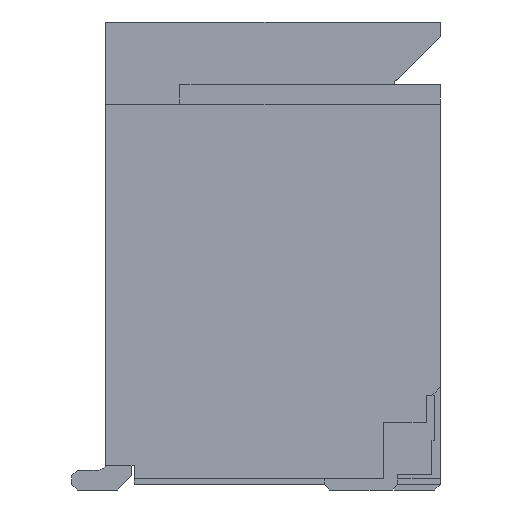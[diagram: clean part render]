
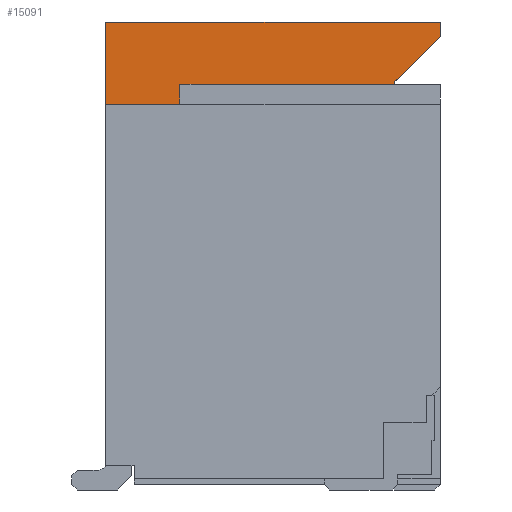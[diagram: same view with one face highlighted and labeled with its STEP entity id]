
A CAD part, left-side view. The second image highlights one B-rep face of the part: STEP entity #15091.
In plain terms, the highlighted planar face has unit normal (-1, 0, 0).
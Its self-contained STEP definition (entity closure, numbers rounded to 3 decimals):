
#5312 = PLANE('',#5313);
#5313 = AXIS2_PLACEMENT_3D('',#5314,#5315,#5316);
#5314 = CARTESIAN_POINT('',(0.,6.79,0.));
#5315 = DIRECTION('',(0.,-1.,0.));
#5316 = DIRECTION('',(0.,0.,-1.));
#8681 = PLANE('',#8682);
#8682 = AXIS2_PLACEMENT_3D('',#8683,#8684,#8685);
#8683 = CARTESIAN_POINT('',(11.5,6.79,5.325));
#8684 = DIRECTION('',(0.,0.,1.));
#8685 = DIRECTION('',(1.,0.,-0.));
#9571 = PLANE('',#9572);
#9572 = AXIS2_PLACEMENT_3D('',#9573,#9574,#9575);
#9573 = CARTESIAN_POINT('',(2.45,0.89,6.525));
#9574 = DIRECTION('',(0.,0.707,0.707));
#9575 = DIRECTION('',(0.,-0.707,0.707));
#12867 = PLANE('',#12868);
#12868 = AXIS2_PLACEMENT_3D('',#12869,#12870,#12871);
#12869 = CARTESIAN_POINT('',(2.45,1.69,5.725));
#12870 = DIRECTION('',(0.,1.,0.));
#12871 = DIRECTION('',(0.,-0.,1.));
#13245 = VERTEX_POINT('',#13246);
#13246 = CARTESIAN_POINT('',(-2.45,0.89,6.525));
#13260 = PLANE('',#13261);
#13261 = AXIS2_PLACEMENT_3D('',#13262,#13263,#13264);
#13262 = CARTESIAN_POINT('',(2.45,0.89,6.775));
#13263 = DIRECTION('',(0.,1.,0.));
#13264 = DIRECTION('',(0.,0.,1.));
#13272 = EDGE_CURVE('',#13245,#13273,#13275,.T.);
#13273 = VERTEX_POINT('',#13274);
#13274 = CARTESIAN_POINT('',(-2.45,1.69,5.725));
#13275 = SURFACE_CURVE('',#13276,(#13280,#13287),.PCURVE_S1.);
#13276 = LINE('',#13277,#13278);
#13277 = CARTESIAN_POINT('',(-2.45,0.89,6.525));
#13278 = VECTOR('',#13279,1.);
#13279 = DIRECTION('',(0.,0.707,-0.707));
#13280 = PCURVE('',#9571,#13281);
#13281 = DEFINITIONAL_REPRESENTATION('',(#13282),#13286);
#13282 = LINE('',#13283,#13284);
#13283 = CARTESIAN_POINT('',(0.,-4.9));
#13284 = VECTOR('',#13285,1.);
#13285 = DIRECTION('',(-1.,0.));
#13286 = ( GEOMETRIC_REPRESENTATION_CONTEXT(2) 
PARAMETRIC_REPRESENTATION_CONTEXT() REPRESENTATION_CONTEXT('2D SPACE',''
  ) );
#13287 = PCURVE('',#13288,#13293);
#13288 = PLANE('',#13289);
#13289 = AXIS2_PLACEMENT_3D('',#13290,#13291,#13292);
#13290 = CARTESIAN_POINT('',(-2.45,0.,0.));
#13291 = DIRECTION('',(1.,0.,0.));
#13292 = DIRECTION('',(0.,0.,-1.));
#13293 = DEFINITIONAL_REPRESENTATION('',(#13294),#13298);
#13294 = LINE('',#13295,#13296);
#13295 = CARTESIAN_POINT('',(-6.525,0.89));
#13296 = VECTOR('',#13297,1.);
#13297 = DIRECTION('',(0.707,0.707));
#13298 = ( GEOMETRIC_REPRESENTATION_CONTEXT(2) 
PARAMETRIC_REPRESENTATION_CONTEXT() REPRESENTATION_CONTEXT('2D SPACE',''
  ) );
#13441 = VERTEX_POINT('',#13442);
#13442 = CARTESIAN_POINT('',(-2.45,1.69,5.325));
#13463 = EDGE_CURVE('',#13441,#13464,#13466,.T.);
#13464 = VERTEX_POINT('',#13465);
#13465 = CARTESIAN_POINT('',(-2.45,6.79,5.325));
#13466 = SURFACE_CURVE('',#13467,(#13471,#13478),.PCURVE_S1.);
#13467 = LINE('',#13468,#13469);
#13468 = CARTESIAN_POINT('',(-2.45,1.69,5.325));
#13469 = VECTOR('',#13470,1.);
#13470 = DIRECTION('',(0.,1.,0.));
#13471 = PCURVE('',#8681,#13472);
#13472 = DEFINITIONAL_REPRESENTATION('',(#13473),#13477);
#13473 = LINE('',#13474,#13475);
#13474 = CARTESIAN_POINT('',(-13.95,-5.1));
#13475 = VECTOR('',#13476,1.);
#13476 = DIRECTION('',(0.,1.));
#13477 = ( GEOMETRIC_REPRESENTATION_CONTEXT(2) 
PARAMETRIC_REPRESENTATION_CONTEXT() REPRESENTATION_CONTEXT('2D SPACE',''
  ) );
#13478 = PCURVE('',#13288,#13479);
#13479 = DEFINITIONAL_REPRESENTATION('',(#13480),#13484);
#13480 = LINE('',#13481,#13482);
#13481 = CARTESIAN_POINT('',(-5.325,1.69));
#13482 = VECTOR('',#13483,1.);
#13483 = DIRECTION('',(0.,1.));
#13484 = ( GEOMETRIC_REPRESENTATION_CONTEXT(2) 
PARAMETRIC_REPRESENTATION_CONTEXT() REPRESENTATION_CONTEXT('2D SPACE',''
  ) );
#13732 = EDGE_CURVE('',#13464,#13733,#13735,.T.);
#13733 = VERTEX_POINT('',#13734);
#13734 = CARTESIAN_POINT('',(-2.45,6.79,6.775));
#13735 = SURFACE_CURVE('',#13736,(#13740,#13747),.PCURVE_S1.);
#13736 = LINE('',#13737,#13738);
#13737 = CARTESIAN_POINT('',(-2.45,6.79,5.325));
#13738 = VECTOR('',#13739,1.);
#13739 = DIRECTION('',(0.,0.,1.));
#13740 = PCURVE('',#5312,#13741);
#13741 = DEFINITIONAL_REPRESENTATION('',(#13742),#13746);
#13742 = LINE('',#13743,#13744);
#13743 = CARTESIAN_POINT('',(-5.325,-2.45));
#13744 = VECTOR('',#13745,1.);
#13745 = DIRECTION('',(-1.,0.));
#13746 = ( GEOMETRIC_REPRESENTATION_CONTEXT(2) 
PARAMETRIC_REPRESENTATION_CONTEXT() REPRESENTATION_CONTEXT('2D SPACE',''
  ) );
#13747 = PCURVE('',#13288,#13748);
#13748 = DEFINITIONAL_REPRESENTATION('',(#13749),#13753);
#13749 = LINE('',#13750,#13751);
#13750 = CARTESIAN_POINT('',(-5.325,6.79));
#13751 = VECTOR('',#13752,1.);
#13752 = DIRECTION('',(-1.,0.));
#13753 = ( GEOMETRIC_REPRESENTATION_CONTEXT(2) 
PARAMETRIC_REPRESENTATION_CONTEXT() REPRESENTATION_CONTEXT('2D SPACE',''
  ) );
#13771 = PLANE('',#13772);
#13772 = AXIS2_PLACEMENT_3D('',#13773,#13774,#13775);
#13773 = CARTESIAN_POINT('',(2.45,6.79,6.775));
#13774 = DIRECTION('',(0.,0.,-1.));
#13775 = DIRECTION('',(-1.,0.,0.));
#14805 = EDGE_CURVE('',#14806,#13245,#14808,.T.);
#14806 = VERTEX_POINT('',#14807);
#14807 = CARTESIAN_POINT('',(-2.45,0.89,6.775));
#14808 = SURFACE_CURVE('',#14809,(#14813,#14820),.PCURVE_S1.);
#14809 = LINE('',#14810,#14811);
#14810 = CARTESIAN_POINT('',(-2.45,0.89,6.775));
#14811 = VECTOR('',#14812,1.);
#14812 = DIRECTION('',(0.,0.,-1.));
#14813 = PCURVE('',#13260,#14814);
#14814 = DEFINITIONAL_REPRESENTATION('',(#14815),#14819);
#14815 = LINE('',#14816,#14817);
#14816 = CARTESIAN_POINT('',(0.,-4.9));
#14817 = VECTOR('',#14818,1.);
#14818 = DIRECTION('',(-1.,0.));
#14819 = ( GEOMETRIC_REPRESENTATION_CONTEXT(2) 
PARAMETRIC_REPRESENTATION_CONTEXT() REPRESENTATION_CONTEXT('2D SPACE',''
  ) );
#14820 = PCURVE('',#13288,#14821);
#14821 = DEFINITIONAL_REPRESENTATION('',(#14822),#14826);
#14822 = LINE('',#14823,#14824);
#14823 = CARTESIAN_POINT('',(-6.775,0.89));
#14824 = VECTOR('',#14825,1.);
#14825 = DIRECTION('',(1.,0.));
#14826 = ( GEOMETRIC_REPRESENTATION_CONTEXT(2) 
PARAMETRIC_REPRESENTATION_CONTEXT() REPRESENTATION_CONTEXT('2D SPACE',''
  ) );
#14876 = EDGE_CURVE('',#13273,#13441,#14877,.T.);
#14877 = SURFACE_CURVE('',#14878,(#14882,#14889),.PCURVE_S1.);
#14878 = LINE('',#14879,#14880);
#14879 = CARTESIAN_POINT('',(-2.45,1.69,5.725));
#14880 = VECTOR('',#14881,1.);
#14881 = DIRECTION('',(0.,0.,-1.));
#14882 = PCURVE('',#12867,#14883);
#14883 = DEFINITIONAL_REPRESENTATION('',(#14884),#14888);
#14884 = LINE('',#14885,#14886);
#14885 = CARTESIAN_POINT('',(0.,-4.9));
#14886 = VECTOR('',#14887,1.);
#14887 = DIRECTION('',(-1.,0.));
#14888 = ( GEOMETRIC_REPRESENTATION_CONTEXT(2) 
PARAMETRIC_REPRESENTATION_CONTEXT() REPRESENTATION_CONTEXT('2D SPACE',''
  ) );
#14889 = PCURVE('',#13288,#14890);
#14890 = DEFINITIONAL_REPRESENTATION('',(#14891),#14895);
#14891 = LINE('',#14892,#14893);
#14892 = CARTESIAN_POINT('',(-5.725,1.69));
#14893 = VECTOR('',#14894,1.);
#14894 = DIRECTION('',(1.,0.));
#14895 = ( GEOMETRIC_REPRESENTATION_CONTEXT(2) 
PARAMETRIC_REPRESENTATION_CONTEXT() REPRESENTATION_CONTEXT('2D SPACE',''
  ) );
#15039 = EDGE_CURVE('',#13733,#14806,#15040,.T.);
#15040 = SURFACE_CURVE('',#15041,(#15045,#15052),.PCURVE_S1.);
#15041 = LINE('',#15042,#15043);
#15042 = CARTESIAN_POINT('',(-2.45,6.79,6.775));
#15043 = VECTOR('',#15044,1.);
#15044 = DIRECTION('',(0.,-1.,0.));
#15045 = PCURVE('',#13771,#15046);
#15046 = DEFINITIONAL_REPRESENTATION('',(#15047),#15051);
#15047 = LINE('',#15048,#15049);
#15048 = CARTESIAN_POINT('',(4.9,0.));
#15049 = VECTOR('',#15050,1.);
#15050 = DIRECTION('',(0.,-1.));
#15051 = ( GEOMETRIC_REPRESENTATION_CONTEXT(2) 
PARAMETRIC_REPRESENTATION_CONTEXT() REPRESENTATION_CONTEXT('2D SPACE',''
  ) );
#15052 = PCURVE('',#13288,#15053);
#15053 = DEFINITIONAL_REPRESENTATION('',(#15054),#15058);
#15054 = LINE('',#15055,#15056);
#15055 = CARTESIAN_POINT('',(-6.775,6.79));
#15056 = VECTOR('',#15057,1.);
#15057 = DIRECTION('',(0.,-1.));
#15058 = ( GEOMETRIC_REPRESENTATION_CONTEXT(2) 
PARAMETRIC_REPRESENTATION_CONTEXT() REPRESENTATION_CONTEXT('2D SPACE',''
  ) );
#15091 = ADVANCED_FACE('',(#15092),#13288,.F.);
#15092 = FACE_BOUND('',#15093,.T.);
#15093 = EDGE_LOOP('',(#15094,#15095,#15096,#15097,#15098,#15099));
#15094 = ORIENTED_EDGE('',*,*,#14805,.F.);
#15095 = ORIENTED_EDGE('',*,*,#15039,.F.);
#15096 = ORIENTED_EDGE('',*,*,#13732,.F.);
#15097 = ORIENTED_EDGE('',*,*,#13463,.F.);
#15098 = ORIENTED_EDGE('',*,*,#14876,.F.);
#15099 = ORIENTED_EDGE('',*,*,#13272,.F.);
